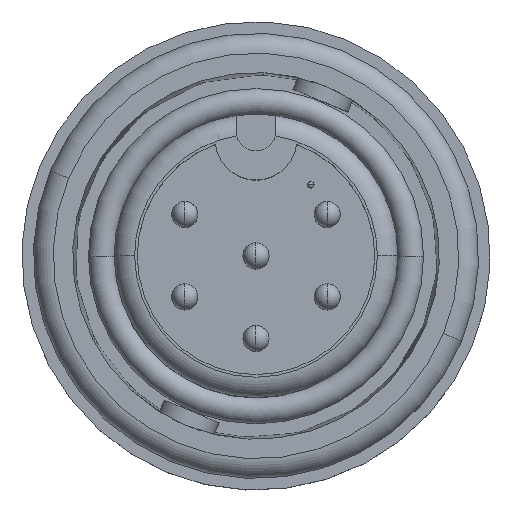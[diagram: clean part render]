
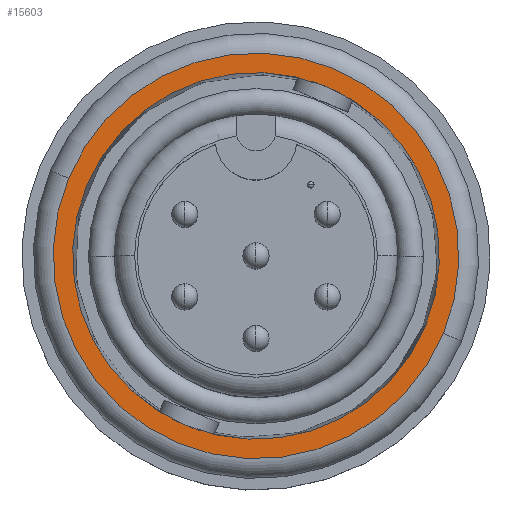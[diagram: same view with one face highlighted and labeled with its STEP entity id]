
A CAD part, top view. The second image highlights one B-rep face of the part: STEP entity #15603.
In plain terms, the highlighted planar face has unit normal (0, 0, 1).
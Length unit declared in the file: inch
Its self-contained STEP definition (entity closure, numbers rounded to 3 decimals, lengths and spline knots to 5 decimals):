
#6045 = PLANE ( 'NONE',  #7128 ) ;
#6046 = CARTESIAN_POINT ( 'NONE',  ( 0., 0., 0.238 ) ) ;
#6047 = DIRECTION ( 'NONE',  ( 0., 0., -1. ) ) ;
#6048 = DIRECTION ( 'NONE',  ( -0.924, 0.383, 0. ) ) ;
#6695 = CARTESIAN_POINT ( 'NONE',  ( 0., 0., 0.238 ) ) ;
#6696 = DIRECTION ( 'NONE',  ( 0., 0., 1. ) ) ;
#6697 = DIRECTION ( 'NONE',  ( -0.924, 0.383, 0. ) ) ;
#6734 = CARTESIAN_POINT ( 'NONE',  ( 0., 0., 0.238 ) ) ;
#6735 = DIRECTION ( 'NONE',  ( 0., 0., 1. ) ) ;
#6736 = DIRECTION ( 'NONE',  ( 0.924, -0.383, 0. ) ) ;
#6774 = CARTESIAN_POINT ( 'NONE',  ( 0., 0., 0.238 ) ) ;
#6775 = DIRECTION ( 'NONE',  ( 0., 0., 1. ) ) ;
#6776 = DIRECTION ( 'NONE',  ( 0.924, -0.383, 0. ) ) ;
#6797 = CARTESIAN_POINT ( 'NONE',  ( 0., 0., 0.238 ) ) ;
#6798 = DIRECTION ( 'NONE',  ( 0., 0., 1. ) ) ;
#6799 = DIRECTION ( 'NONE',  ( 0.924, -0.383, 0. ) ) ;
#7124 = FACE_BOUND ( 'NONE', #18347, .T. ) ;
#7125 = FACE_OUTER_BOUND ( 'NONE', #15869, .T. ) ;
#7128 = AXIS2_PLACEMENT_3D ( 'NONE', #6046, #6047, #6048 ) ;
#7287 = AXIS2_PLACEMENT_3D ( 'NONE', #6695, #6696, #6697 ) ;
#7295 = AXIS2_PLACEMENT_3D ( 'NONE', #6797, #6798, #6799 ) ;
#7296 = AXIS2_PLACEMENT_3D ( 'NONE', #6774, #6775, #6776 ) ;
#7300 = AXIS2_PLACEMENT_3D ( 'NONE', #6734, #6735, #6736 ) ;
#7463 = CARTESIAN_POINT ( 'NONE',  ( 0., 0., 0.238 ) ) ;
#7464 = DIRECTION ( 'NONE',  ( 0., 0., 1. ) ) ;
#7465 = DIRECTION ( 'NONE',  ( -0.924, 0.383, 0. ) ) ;
#8498 = AXIS2_PLACEMENT_3D ( 'NONE', #7463, #7464, #7465 ) ;
#12482 = CARTESIAN_POINT ( 'NONE',  ( 0.10639, 0.25684, 0.238 ) ) ;
#12593 = CARTESIAN_POINT ( 'NONE',  ( -0.28409, 0.11768, 0.238 ) ) ;
#12625 = CARTESIAN_POINT ( 'NONE',  ( -0.10639, -0.25684, 0.238 ) ) ;
#12789 = CARTESIAN_POINT ( 'NONE',  ( 0.28409, -0.11768, 0.238 ) ) ;
#12832 = CARTESIAN_POINT ( 'NONE',  ( 0.25684, -0.10639, 0.238 ) ) ;
#14847 = ORIENTED_EDGE ( 'NONE', *, *, #16468, .T. ) ;
#14914 = ORIENTED_EDGE ( 'NONE', *, *, #16481, .F. ) ;
#14920 = ORIENTED_EDGE ( 'NONE', *, *, #16487, .F. ) ;
#14953 = ORIENTED_EDGE ( 'NONE', *, *, #16566, .T. ) ;
#14957 = ORIENTED_EDGE ( 'NONE', *, *, #16491, .F. ) ;
#15603 = ADVANCED_FACE ( 'NONE', ( #7124, #7125 ), #6045, .F. ) ;
#15869 = EDGE_LOOP ( 'NONE', ( #14953, #14847 ) ) ;
#16468 = EDGE_CURVE ( 'NONE', #17941, #17745, #20111, .T. ) ;
#16481 = EDGE_CURVE ( 'NONE', #17984, #17634, #20119, .T. ) ;
#16487 = EDGE_CURVE ( 'NONE', #17777, #17984, #20121, .T. ) ;
#16491 = EDGE_CURVE ( 'NONE', #17634, #17777, #20123, .T. ) ;
#16566 = EDGE_CURVE ( 'NONE', #17745, #17941, #20144, .T. ) ;
#17634 = VERTEX_POINT ( 'NONE', #12482 ) ;
#17745 = VERTEX_POINT ( 'NONE', #12593 ) ;
#17777 = VERTEX_POINT ( 'NONE', #12625 ) ;
#17941 = VERTEX_POINT ( 'NONE', #12789 ) ;
#17984 = VERTEX_POINT ( 'NONE', #12832 ) ;
#18347 = EDGE_LOOP ( 'NONE', ( #14957, #14914, #14920 ) ) ;
#20111 = CIRCLE ( 'NONE', #7287, 0.3075 ) ;
#20119 = CIRCLE ( 'NONE', #7300, 0.278 ) ;
#20121 = CIRCLE ( 'NONE', #7296, 0.278 ) ;
#20123 = CIRCLE ( 'NONE', #7295, 0.278 ) ;
#20144 = CIRCLE ( 'NONE', #8498, 0.3075 ) ;
